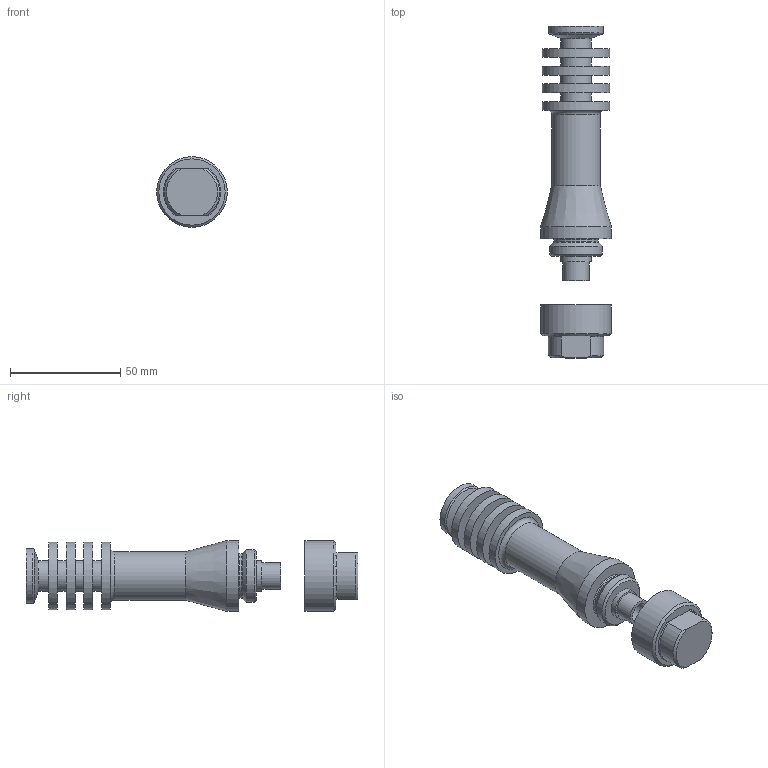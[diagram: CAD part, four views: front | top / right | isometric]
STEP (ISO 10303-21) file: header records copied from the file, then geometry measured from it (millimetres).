
FILE_DESCRIPTION( ( 'Unknown' ), '1' );
FILE_NAME( 'PBMH_xxxxxxxx5682xxxxxx.stp', 'Unknown', ( 'Unknown' ), ( 'Unknown' ), 'PSStep 14.0', 'Unknown', ' ' );
FILE_SCHEMA( ( 'AUTOMOTIVE_DESIGN { 1 0 10303 214 1 1 1 1 }' ) );
Length unit declared in the file: millimetre
Products named in the file (2): 11101644
Bounding box: 32 x 150.3 x 32 mm (x, y, z)
Volume: 58076.5 mm3; surface area: 19665.4 mm2
Topology: 2 solids, 2 shells, 61 faces, 113 edges, 73 vertices
Faces by surface type: cylinder 23, plane 23, cone 8, torus 7
Full cylindrical faces by diameter (mm): 9 x1, 12 x1, 14 x5, 15 x1, 20 x1, 21.546 x2, 22 x1, 24 x1, 24.9 x1, 26 x1, 30.5 x4, 32 x2
Entity records: 1850 total; most frequent: DIRECTION 250, CARTESIAN_POINT 249, ORIENTED_EDGE 148, AXIS2_PLACEMENT_3D 121, EDGE_LOOP 110, FACE_OUTER_BOUND 87, EDGE_CURVE 74, VERTEX_POINT 66
